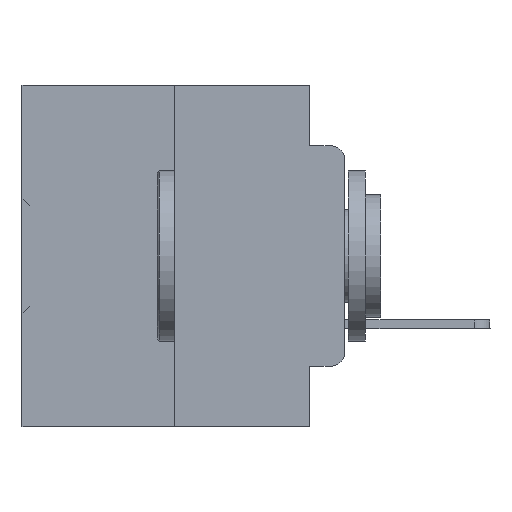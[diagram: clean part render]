
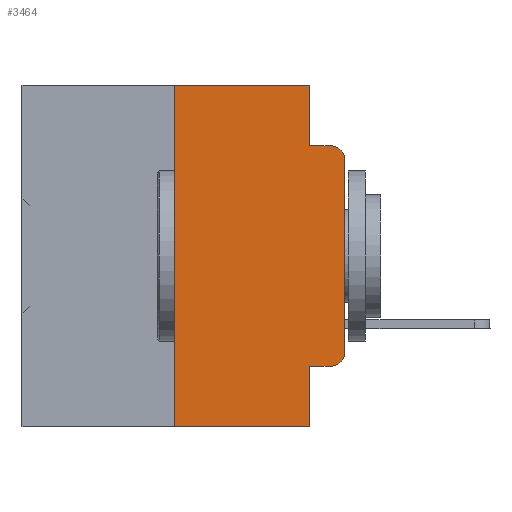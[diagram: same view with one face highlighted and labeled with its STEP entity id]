
A CAD part, left-side view. The second image highlights one B-rep face of the part: STEP entity #3464.
In plain terms, the highlighted planar face has unit normal (-1, 0, 0).
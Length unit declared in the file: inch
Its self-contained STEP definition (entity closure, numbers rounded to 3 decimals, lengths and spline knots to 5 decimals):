
#883 = VECTOR ( 'NONE', #14188, 39.37008 ) ;
#1132 = DIRECTION ( 'NONE',  ( 0., 0., 1. ) ) ;
#2110 = DIRECTION ( 'NONE',  ( 0., -1., 0. ) ) ;
#2738 = VECTOR ( 'NONE', #1132, 39.37008 ) ;
#3425 = DIRECTION ( 'NONE',  ( 0., 0., -1. ) ) ;
#3464 = ADVANCED_FACE ( 'NONE', ( #6713 ), #23812, .F. ) ;
#3675 = ORIENTED_EDGE ( 'NONE', *, *, #12750, .T. ) ;
#4117 = VERTEX_POINT ( 'NONE', #33121 ) ;
#4299 = DIRECTION ( 'NONE',  ( 0., 0., -1. ) ) ;
#4499 = LINE ( 'NONE', #37249, #17950 ) ;
#4576 = EDGE_CURVE ( 'NONE', #34686, #4117, #13664, .T. ) ;
#4646 = ORIENTED_EDGE ( 'NONE', *, *, #6392, .F. ) ;
#4735 = LINE ( 'NONE', #9556, #35825 ) ;
#4764 = VERTEX_POINT ( 'NONE', #20540 ) ;
#5971 = AXIS2_PLACEMENT_3D ( 'NONE', #36266, #18213, #3425 ) ;
#6374 = ORIENTED_EDGE ( 'NONE', *, *, #8080, .T. ) ;
#6392 = EDGE_CURVE ( 'NONE', #20853, #8583, #4735, .T. ) ;
#6567 = DIRECTION ( 'NONE',  ( -1., 0., 0. ) ) ;
#6713 = FACE_OUTER_BOUND ( 'NONE', #28533, .T. ) ;
#6861 = DIRECTION ( 'NONE',  ( 0., 0., -1. ) ) ;
#6907 = EDGE_CURVE ( 'NONE', #18804, #4764, #29328, .T. ) ;
#7349 = CARTESIAN_POINT ( 'NONE',  ( 0., 0., -0.1085 ) ) ;
#7369 = ORIENTED_EDGE ( 'NONE', *, *, #15708, .F. ) ;
#8080 = EDGE_CURVE ( 'NONE', #33838, #38302, #32505, .T. ) ;
#8583 = VERTEX_POINT ( 'NONE', #26453 ) ;
#9204 = ORIENTED_EDGE ( 'NONE', *, *, #34037, .T. ) ;
#9268 = CARTESIAN_POINT ( 'NONE',  ( 0., 0.02, -0.1085 ) ) ;
#9556 = CARTESIAN_POINT ( 'NONE',  ( 0., 0.051, 0. ) ) ;
#9725 = AXIS2_PLACEMENT_3D ( 'NONE', #9268, #6567, #12265 ) ;
#9883 = CARTESIAN_POINT ( 'NONE',  ( 0., 0.473, 0. ) ) ;
#10822 = VECTOR ( 'NONE', #2110, 39.37008 ) ;
#11083 = EDGE_CURVE ( 'NONE', #18334, #36674, #16754, .T. ) ;
#11112 = CARTESIAN_POINT ( 'NONE',  ( 0., 0.473, -0.5 ) ) ;
#12265 = DIRECTION ( 'NONE',  ( 0., 0., -1. ) ) ;
#12721 = VECTOR ( 'NONE', #18878, 39.37008 ) ;
#12750 = EDGE_CURVE ( 'NONE', #20853, #33838, #4499, .T. ) ;
#13109 = LINE ( 'NONE', #19651, #10822 ) ;
#13664 = LINE ( 'NONE', #21424, #30838 ) ;
#14050 = ORIENTED_EDGE ( 'NONE', *, *, #11083, .F. ) ;
#14188 = DIRECTION ( 'NONE',  ( 0., 0., 1. ) ) ;
#14588 = EDGE_CURVE ( 'NONE', #36674, #34686, #28619, .T. ) ;
#15303 = CARTESIAN_POINT ( 'NONE',  ( 0., 0.02, -0.3915 ) ) ;
#15708 = EDGE_CURVE ( 'NONE', #4117, #4764, #13109, .T. ) ;
#16126 = CARTESIAN_POINT ( 'NONE',  ( 0., 0.051, -0.4115 ) ) ;
#16754 = LINE ( 'NONE', #22615, #883 ) ;
#17950 = VECTOR ( 'NONE', #25277, 39.37008 ) ;
#17997 = AXIS2_PLACEMENT_3D ( 'NONE', #15303, #33385, #30662 ) ;
#18213 = DIRECTION ( 'NONE',  ( 1., 0., 0. ) ) ;
#18334 = VERTEX_POINT ( 'NONE', #30008 ) ;
#18804 = VERTEX_POINT ( 'NONE', #7349 ) ;
#18878 = DIRECTION ( 'NONE',  ( 0., -1., 0. ) ) ;
#19651 = CARTESIAN_POINT ( 'NONE',  ( 0., 0.051, -0.0885 ) ) ;
#19943 = ORIENTED_EDGE ( 'NONE', *, *, #26948, .T. ) ;
#20447 = CARTESIAN_POINT ( 'NONE',  ( 0., 0.02, -0.4115 ) ) ;
#20540 = CARTESIAN_POINT ( 'NONE',  ( 0., 0.02, -0.0885 ) ) ;
#20853 = VERTEX_POINT ( 'NONE', #16126 ) ;
#21424 = CARTESIAN_POINT ( 'NONE',  ( 0., 0.051, 0. ) ) ;
#22615 = CARTESIAN_POINT ( 'NONE',  ( 0., 0.25, 0. ) ) ;
#23181 = LINE ( 'NONE', #11112, #28302 ) ;
#23812 = PLANE ( 'NONE',  #5971 ) ;
#25277 = DIRECTION ( 'NONE',  ( 0., -1., 0. ) ) ;
#26453 = CARTESIAN_POINT ( 'NONE',  ( 0., 0.051, -0.5 ) ) ;
#26948 = EDGE_CURVE ( 'NONE', #18334, #8583, #23181, .T. ) ;
#28034 = CARTESIAN_POINT ( 'NONE',  ( 0., 0.25, 0. ) ) ;
#28302 = VECTOR ( 'NONE', #37373, 39.37008 ) ;
#28533 = EDGE_LOOP ( 'NONE', ( #9204, #33559, #7369, #33938, #29146, #14050, #19943, #4646, #3675, #6374 ) ) ;
#28619 = LINE ( 'NONE', #9883, #12721 ) ;
#29146 = ORIENTED_EDGE ( 'NONE', *, *, #14588, .F. ) ;
#29328 = CIRCLE ( 'NONE', #9725, 0.02 ) ;
#30008 = CARTESIAN_POINT ( 'NONE',  ( 0., 0.25, -0.5 ) ) ;
#30662 = DIRECTION ( 'NONE',  ( 0., 0., -1. ) ) ;
#30838 = VECTOR ( 'NONE', #4299, 39.37008 ) ;
#32046 = LINE ( 'NONE', #33653, #2738 ) ;
#32505 = CIRCLE ( 'NONE', #17997, 0.02 ) ;
#33121 = CARTESIAN_POINT ( 'NONE',  ( 0., 0.051, -0.0885 ) ) ;
#33385 = DIRECTION ( 'NONE',  ( -1., 0., 0. ) ) ;
#33559 = ORIENTED_EDGE ( 'NONE', *, *, #6907, .T. ) ;
#33653 = CARTESIAN_POINT ( 'NONE',  ( 0., 0., 0. ) ) ;
#33838 = VERTEX_POINT ( 'NONE', #20447 ) ;
#33938 = ORIENTED_EDGE ( 'NONE', *, *, #4576, .F. ) ;
#34037 = EDGE_CURVE ( 'NONE', #38302, #18804, #32046, .T. ) ;
#34362 = CARTESIAN_POINT ( 'NONE',  ( 0., 0., -0.3915 ) ) ;
#34686 = VERTEX_POINT ( 'NONE', #37006 ) ;
#35825 = VECTOR ( 'NONE', #6861, 39.37008 ) ;
#36266 = CARTESIAN_POINT ( 'NONE',  ( 0., 0.473, 0. ) ) ;
#36674 = VERTEX_POINT ( 'NONE', #28034 ) ;
#37006 = CARTESIAN_POINT ( 'NONE',  ( 0., 0.051, 0. ) ) ;
#37249 = CARTESIAN_POINT ( 'NONE',  ( 0., 0.051, -0.4115 ) ) ;
#37373 = DIRECTION ( 'NONE',  ( 0., -1., 0. ) ) ;
#38302 = VERTEX_POINT ( 'NONE', #34362 ) ;
